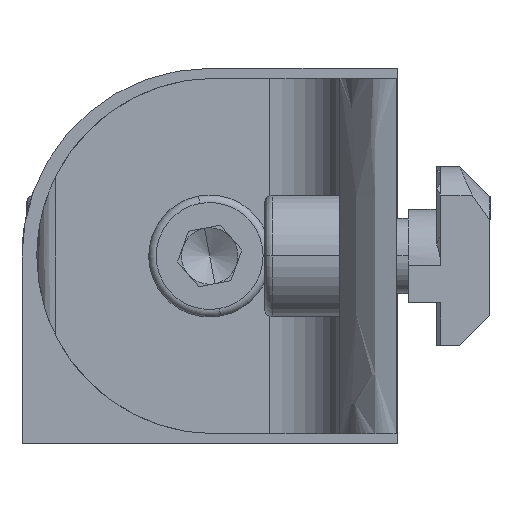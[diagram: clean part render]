
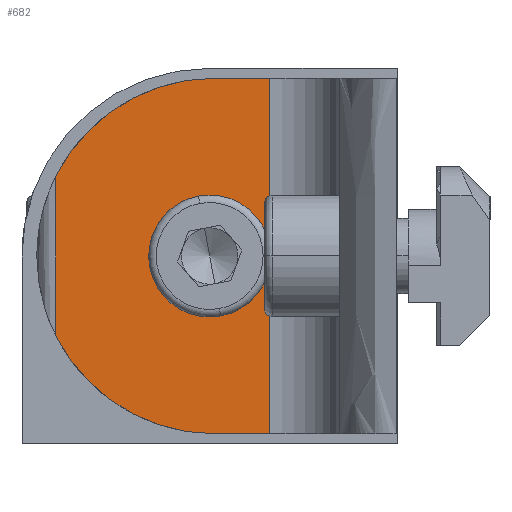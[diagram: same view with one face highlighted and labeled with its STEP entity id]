
A CAD part, left-side view. The second image highlights one B-rep face of the part: STEP entity #682.
In plain terms, the highlighted planar face has unit normal (-1, 0, 0).
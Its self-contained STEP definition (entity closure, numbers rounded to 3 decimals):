
#15 = ORIENTED_EDGE ( 'NONE', *, *, #2373, .F. ) ;
#31 = ORIENTED_EDGE ( 'NONE', *, *, #2443, .T. ) ;
#128 = AXIS2_PLACEMENT_3D ( 'NONE', #3400, #1141, #2413 ) ;
#131 = DIRECTION ( 'NONE',  ( 0., 0., -1. ) ) ;
#232 = LINE ( 'NONE', #1588, #4394 ) ;
#309 = AXIS2_PLACEMENT_3D ( 'NONE', #2238, #615, #2860 ) ;
#428 = CIRCLE ( 'NONE', #128, 19. ) ;
#484 = VERTEX_POINT ( 'NONE', #5504 ) ;
#604 = EDGE_CURVE ( 'NONE', #836, #484, #232, .T. ) ;
#615 = DIRECTION ( 'NONE',  ( -1., 0., 0. ) ) ;
#639 = DIRECTION ( 'NONE',  ( 1., 0., 0. ) ) ;
#669 = AXIS2_PLACEMENT_3D ( 'NONE', #1010, #1479, #5084 ) ;
#682 = ADVANCED_FACE ( 'NONE', ( #1957, #3420 ), #3784, .F. ) ;
#746 = ORIENTED_EDGE ( 'NONE', *, *, #3808, .T. ) ;
#836 = VERTEX_POINT ( 'NONE', #2918 ) ;
#1010 = CARTESIAN_POINT ( 'NONE',  ( -6., 19.875, 18.95 ) ) ;
#1049 = DIRECTION ( 'NONE',  ( 0., -1., 0. ) ) ;
#1141 = DIRECTION ( 'NONE',  ( -1., 0., 0. ) ) ;
#1145 = ORIENTED_EDGE ( 'NONE', *, *, #3433, .T. ) ;
#1386 = ORIENTED_EDGE ( 'NONE', *, *, #3416, .T. ) ;
#1434 = CARTESIAN_POINT ( 'NONE',  ( -6., 15.7, 18.95 ) ) ;
#1479 = DIRECTION ( 'NONE',  ( 1., 0., 0. ) ) ;
#1556 = CARTESIAN_POINT ( 'NONE',  ( -6., 36.3, 27.385 ) ) ;
#1588 = CARTESIAN_POINT ( 'NONE',  ( -6., 6., 0. ) ) ;
#1792 = CARTESIAN_POINT ( 'NONE',  ( -6., 24.05, 18.95 ) ) ;
#1815 = AXIS2_PLACEMENT_3D ( 'NONE', #4699, #639, #3300 ) ;
#1843 = CARTESIAN_POINT ( 'NONE',  ( -6., 19.875, 18.95 ) ) ;
#1898 = DIRECTION ( 'NONE',  ( 1., 0., 0. ) ) ;
#1916 = VERTEX_POINT ( 'NONE', #3068 ) ;
#1957 = FACE_BOUND ( 'NONE', #4985, .T. ) ;
#2213 = VERTEX_POINT ( 'NONE', #4612 ) ;
#2238 = CARTESIAN_POINT ( 'NONE',  ( -6., 19.3, 18.9 ) ) ;
#2291 = EDGE_CURVE ( 'NONE', #3437, #2715, #4763, .T. ) ;
#2373 = EDGE_CURVE ( 'NONE', #5722, #2213, #5563, .T. ) ;
#2413 = DIRECTION ( 'NONE',  ( 0., 1., 0. ) ) ;
#2443 = EDGE_CURVE ( 'NONE', #1916, #836, #428, .T. ) ;
#2715 = VERTEX_POINT ( 'NONE', #1792 ) ;
#2770 = DIRECTION ( 'NONE',  ( 0., 0., 1. ) ) ;
#2832 = CARTESIAN_POINT ( 'NONE',  ( -6., 6., 37.9 ) ) ;
#2860 = DIRECTION ( 'NONE',  ( 0., 1., 0. ) ) ;
#2918 = CARTESIAN_POINT ( 'NONE',  ( -6., 19.3, 0. ) ) ;
#3068 = CARTESIAN_POINT ( 'NONE',  ( -6., 36.3, 10.515 ) ) ;
#3095 = CARTESIAN_POINT ( 'NONE',  ( -6., 19.3, 37.9 ) ) ;
#3216 = CIRCLE ( 'NONE', #669, 4.175 ) ;
#3219 = LINE ( 'NONE', #5036, #3386 ) ;
#3235 = VECTOR ( 'NONE', #1049, 1000. ) ;
#3300 = DIRECTION ( 'NONE',  ( 0., 1., 0. ) ) ;
#3347 = ORIENTED_EDGE ( 'NONE', *, *, #2291, .T. ) ;
#3386 = VECTOR ( 'NONE', #2770, 1000. ) ;
#3400 = CARTESIAN_POINT ( 'NONE',  ( -6., 19.3, 19. ) ) ;
#3416 = EDGE_CURVE ( 'NONE', #5457, #1916, #5099, .T. ) ;
#3420 = FACE_OUTER_BOUND ( 'NONE', #5286, .T. ) ;
#3433 = EDGE_CURVE ( 'NONE', #484, #2213, #3219, .T. ) ;
#3437 = VERTEX_POINT ( 'NONE', #1434 ) ;
#3685 = VECTOR ( 'NONE', #131, 1000. ) ;
#3784 = PLANE ( 'NONE',  #1815 ) ;
#3808 = EDGE_CURVE ( 'NONE', #5722, #5457, #5609, .T. ) ;
#3826 = ORIENTED_EDGE ( 'NONE', *, *, #5070, .T. ) ;
#3859 = DIRECTION ( 'NONE',  ( 0., -1., 0. ) ) ;
#4180 = CARTESIAN_POINT ( 'NONE',  ( -6., 36.3, 37.9 ) ) ;
#4394 = VECTOR ( 'NONE', #3859, 1000. ) ;
#4482 = AXIS2_PLACEMENT_3D ( 'NONE', #1843, #1898, #4606 ) ;
#4606 = DIRECTION ( 'NONE',  ( 0., 1., 0. ) ) ;
#4612 = CARTESIAN_POINT ( 'NONE',  ( -6., 13.5, 37.9 ) ) ;
#4699 = CARTESIAN_POINT ( 'NONE',  ( -6., 6., 37.9 ) ) ;
#4763 = CIRCLE ( 'NONE', #4482, 4.175 ) ;
#4985 = EDGE_LOOP ( 'NONE', ( #3826, #3347 ) ) ;
#5036 = CARTESIAN_POINT ( 'NONE',  ( -6., 13.5, 37.9 ) ) ;
#5070 = EDGE_CURVE ( 'NONE', #2715, #3437, #3216, .T. ) ;
#5084 = DIRECTION ( 'NONE',  ( 0., 1., 0. ) ) ;
#5099 = LINE ( 'NONE', #4180, #3685 ) ;
#5164 = ORIENTED_EDGE ( 'NONE', *, *, #604, .T. ) ;
#5286 = EDGE_LOOP ( 'NONE', ( #15, #746, #1386, #31, #5164, #1145 ) ) ;
#5457 = VERTEX_POINT ( 'NONE', #1556 ) ;
#5504 = CARTESIAN_POINT ( 'NONE',  ( -6., 13.5, 0. ) ) ;
#5563 = LINE ( 'NONE', #2832, #3235 ) ;
#5609 = CIRCLE ( 'NONE', #309, 19. ) ;
#5722 = VERTEX_POINT ( 'NONE', #3095 ) ;
